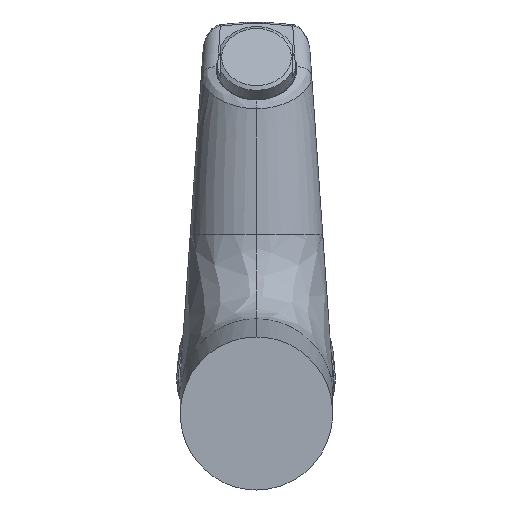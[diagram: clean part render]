
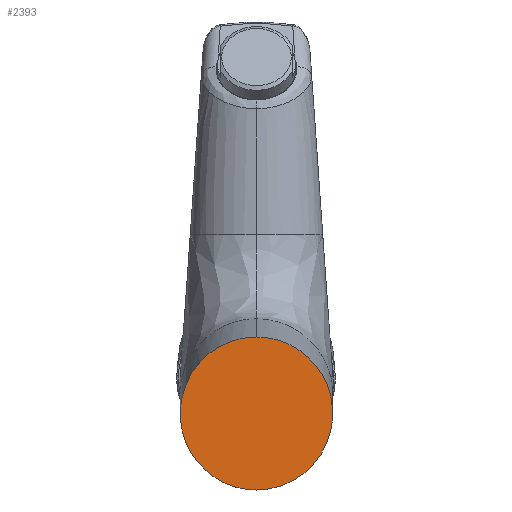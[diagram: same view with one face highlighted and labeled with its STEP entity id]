
A CAD part, front view. The second image highlights one B-rep face of the part: STEP entity #2393.
In plain terms, the highlighted planar face has unit normal (0, -1, 0).
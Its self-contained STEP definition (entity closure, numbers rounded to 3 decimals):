
#25 = CARTESIAN_POINT ( 'NONE',  ( -386.638, 450.439, 491.083 ) ) ;
#292 = CARTESIAN_POINT ( 'NONE',  ( -386.638, 450.439, 538.278 ) ) ;
#1256 = DIRECTION ( 'NONE',  ( 0., 0., 1. ) ) ;
#1461 =( BOUNDED_CURVE ( )  B_SPLINE_CURVE ( 3, ( #2006, #2911, #5499, #292 ),
 .UNSPECIFIED., .F., .F. ) 
 B_SPLINE_CURVE_WITH_KNOTS ( ( 4, 4 ),
 ( 0., 3.142 ),
 .UNSPECIFIED. ) 
 CURVE ( )  GEOMETRIC_REPRESENTATION_ITEM ( )  RATIONAL_B_SPLINE_CURVE ( ( 1., 0.333, 0.333, 1. ) ) 
 REPRESENTATION_ITEM ( '' )  );
#1969 = CARTESIAN_POINT ( 'NONE',  ( -386.638, 450.439, 538.278 ) ) ;
#2006 = CARTESIAN_POINT ( 'NONE',  ( -386.638, 450.439, 491.083 ) ) ;
#2393 = ADVANCED_FACE ( 'NONE', ( #6063 ), #3808, .F. ) ;
#2881 = CARTESIAN_POINT ( 'NONE',  ( -433.653, 450.439, 491.083 ) ) ;
#2911 = CARTESIAN_POINT ( 'NONE',  ( -339.623, 450.439, 491.083 ) ) ;
#3265 = DIRECTION ( 'NONE',  ( 0., 1., 0. ) ) ;
#3765 = VERTEX_POINT ( 'NONE', #6981 ) ;
#3808 = PLANE ( 'NONE',  #7403 ) ;
#5499 = CARTESIAN_POINT ( 'NONE',  ( -339.623, 450.439, 538.278 ) ) ;
#5762 =( BOUNDED_CURVE ( )  B_SPLINE_CURVE ( 3, ( #1969, #7172, #2881, #8866 ),
 .UNSPECIFIED., .F., .T. ) 
 B_SPLINE_CURVE_WITH_KNOTS ( ( 4, 4 ),
 ( 3.142, 6.283 ),
 .UNSPECIFIED. ) 
 CURVE ( )  GEOMETRIC_REPRESENTATION_ITEM ( )  RATIONAL_B_SPLINE_CURVE ( ( 1., 0.333, 0.333, 1. ) ) 
 REPRESENTATION_ITEM ( '' )  );
#6063 = FACE_OUTER_BOUND ( 'NONE', #6290, .T. ) ;
#6290 = EDGE_LOOP ( 'NONE', ( #8282, #6459 ) ) ;
#6459 = ORIENTED_EDGE ( 'NONE', *, *, #10010, .T. ) ;
#6899 = EDGE_CURVE ( 'NONE', #9143, #3765, #1461, .T. ) ;
#6981 = CARTESIAN_POINT ( 'NONE',  ( -386.638, 450.439, 538.278 ) ) ;
#7172 = CARTESIAN_POINT ( 'NONE',  ( -433.653, 450.439, 538.278 ) ) ;
#7403 = AXIS2_PLACEMENT_3D ( 'NONE', #8818, #3265, #1256 ) ;
#8282 = ORIENTED_EDGE ( 'NONE', *, *, #6899, .T. ) ;
#8818 = CARTESIAN_POINT ( 'NONE',  ( -386.638, 450.439, 527.188 ) ) ;
#8866 = CARTESIAN_POINT ( 'NONE',  ( -386.638, 450.439, 491.083 ) ) ;
#9143 = VERTEX_POINT ( 'NONE', #25 ) ;
#10010 = EDGE_CURVE ( 'NONE', #3765, #9143, #5762, .T. ) ;
